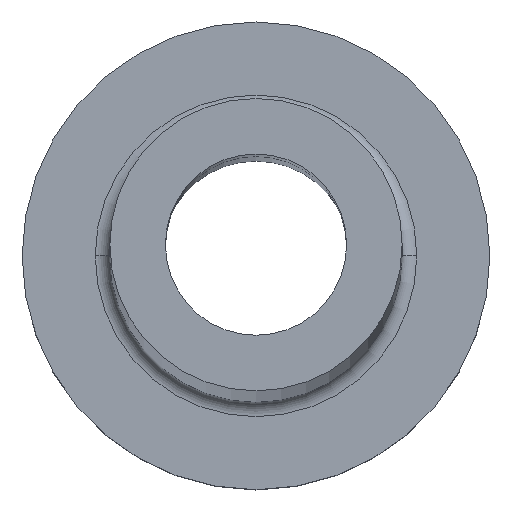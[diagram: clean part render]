
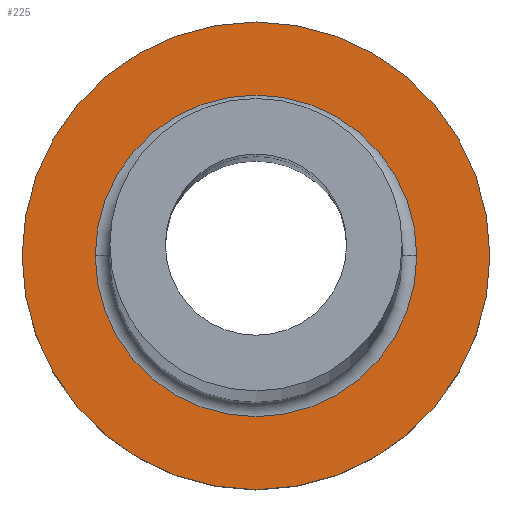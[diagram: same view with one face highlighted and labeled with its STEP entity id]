
A CAD part, top view. The second image highlights one B-rep face of the part: STEP entity #225.
In plain terms, the highlighted planar face has unit normal (0, 0, 1).
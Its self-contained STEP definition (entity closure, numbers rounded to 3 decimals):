
#18 = CIRCLE ( 'NONE', #192, 8. ) ;
#20 = EDGE_CURVE ( 'NONE', #416, #185, #341, .T. ) ;
#42 = CIRCLE ( 'NONE', #125, 5.5 ) ;
#84 = CARTESIAN_POINT ( 'NONE',  ( 0., 0., 5. ) ) ;
#92 = AXIS2_PLACEMENT_3D ( 'NONE', #84, #188, #105 ) ;
#101 = VERTEX_POINT ( 'NONE', #332 ) ;
#105 = DIRECTION ( 'NONE',  ( 1., 0., 0. ) ) ;
#108 = CARTESIAN_POINT ( 'NONE',  ( 0., 0., 5. ) ) ;
#124 = EDGE_CURVE ( 'NONE', #101, #304, #372, .T. ) ;
#125 = AXIS2_PLACEMENT_3D ( 'NONE', #356, #214, #392 ) ;
#131 = FACE_BOUND ( 'NONE', #233, .T. ) ;
#133 = ORIENTED_EDGE ( 'NONE', *, *, #360, .T. ) ;
#135 = AXIS2_PLACEMENT_3D ( 'NONE', #108, #282, #228 ) ;
#168 = FACE_OUTER_BOUND ( 'NONE', #458, .T. ) ;
#169 = DIRECTION ( 'NONE',  ( 1., 0., 0. ) ) ;
#174 = CARTESIAN_POINT ( 'NONE',  ( 5.5, 0., 5. ) ) ;
#185 = VERTEX_POINT ( 'NONE', #174 ) ;
#188 = DIRECTION ( 'NONE',  ( 0., 0., -1. ) ) ;
#192 = AXIS2_PLACEMENT_3D ( 'NONE', #235, #383, #169 ) ;
#194 = CARTESIAN_POINT ( 'NONE',  ( -5.5, 0., 5. ) ) ;
#214 = DIRECTION ( 'NONE',  ( 0., 0., -1. ) ) ;
#225 = ADVANCED_FACE ( 'NONE', ( #131, #168 ), #336, .T. ) ;
#228 = DIRECTION ( 'NONE',  ( 1., 0., 0. ) ) ;
#230 = AXIS2_PLACEMENT_3D ( 'NONE', #371, #444, #309 ) ;
#233 = EDGE_LOOP ( 'NONE', ( #278, #241 ) ) ;
#235 = CARTESIAN_POINT ( 'NONE',  ( 0., 0., 5. ) ) ;
#241 = ORIENTED_EDGE ( 'NONE', *, *, #20, .T. ) ;
#267 = ORIENTED_EDGE ( 'NONE', *, *, #124, .T. ) ;
#278 = ORIENTED_EDGE ( 'NONE', *, *, #315, .T. ) ;
#282 = DIRECTION ( 'NONE',  ( 0., 0., 1. ) ) ;
#304 = VERTEX_POINT ( 'NONE', #323 ) ;
#309 = DIRECTION ( 'NONE',  ( 1., 0., 0. ) ) ;
#315 = EDGE_CURVE ( 'NONE', #185, #416, #42, .T. ) ;
#323 = CARTESIAN_POINT ( 'NONE',  ( -8., 0., 5. ) ) ;
#332 = CARTESIAN_POINT ( 'NONE',  ( 8., 0., 5. ) ) ;
#336 = PLANE ( 'NONE',  #135 ) ;
#341 = CIRCLE ( 'NONE', #92, 5.5 ) ;
#356 = CARTESIAN_POINT ( 'NONE',  ( 0., 0., 5. ) ) ;
#360 = EDGE_CURVE ( 'NONE', #304, #101, #18, .T. ) ;
#371 = CARTESIAN_POINT ( 'NONE',  ( 0., 0., 5. ) ) ;
#372 = CIRCLE ( 'NONE', #230, 8. ) ;
#383 = DIRECTION ( 'NONE',  ( 0., 0., 1. ) ) ;
#392 = DIRECTION ( 'NONE',  ( 1., 0., 0. ) ) ;
#416 = VERTEX_POINT ( 'NONE', #194 ) ;
#444 = DIRECTION ( 'NONE',  ( 0., 0., 1. ) ) ;
#458 = EDGE_LOOP ( 'NONE', ( #133, #267 ) ) ;
